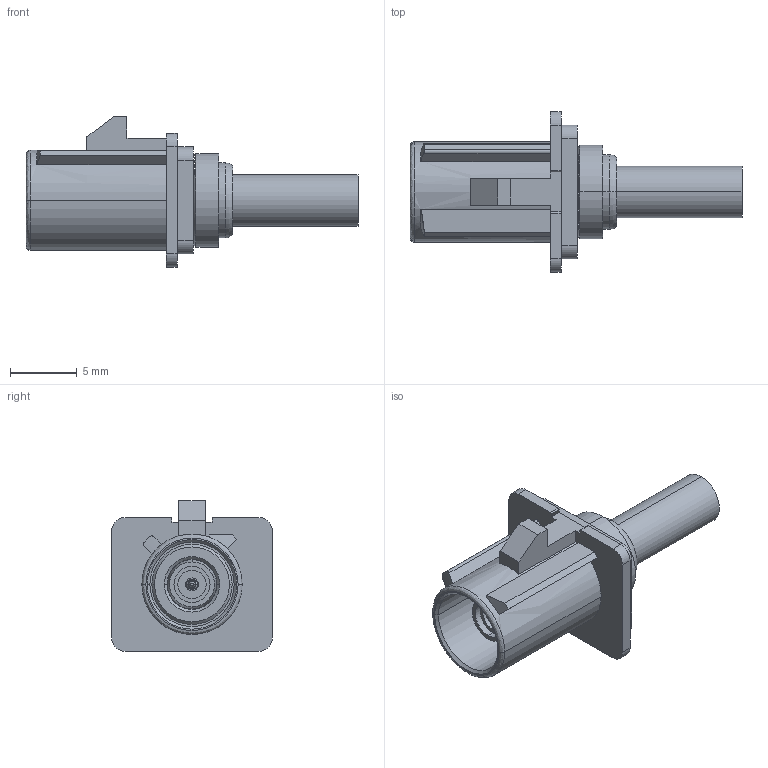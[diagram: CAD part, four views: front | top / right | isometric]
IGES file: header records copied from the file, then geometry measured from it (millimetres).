
Start section:  PTC IGES file: FA1-NDSP-C01-1.igs
Global section: file name: FA1-NDSP-C01-1.igs; native system: Pro/ENGINEER by Parametric Technology Corporation; preprocessor: 2010280; author: clementlazer; organization: Unknown; date: 20120604.183916; units: millimetre
Bounding box: 24.82 x 12 x 11.25 mm (x, y, z)
Surface area: 1276.1 mm2 (no closed solid volume)
Topology: 0 solids, 0 shells, 131 faces, 618 edges, 618 vertices
Faces by surface type: revolution 78, bspline 53
